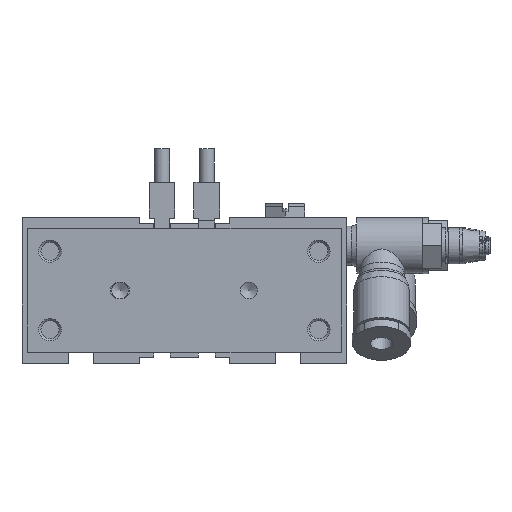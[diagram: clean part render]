
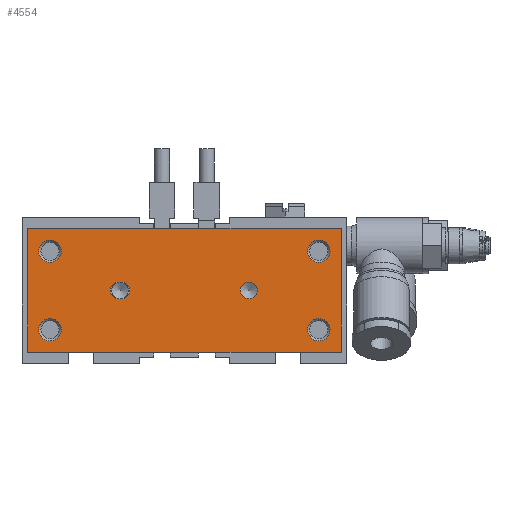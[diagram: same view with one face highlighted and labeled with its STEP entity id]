
A CAD part, left-side view. The second image highlights one B-rep face of the part: STEP entity #4554.
In plain terms, the highlighted face is planar.
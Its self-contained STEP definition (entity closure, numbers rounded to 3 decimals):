
#172=FACE_BOUND('',#886,.T.);
#173=FACE_BOUND('',#887,.T.);
#174=FACE_BOUND('',#888,.T.);
#175=FACE_BOUND('',#889,.T.);
#176=FACE_BOUND('',#890,.T.);
#177=FACE_BOUND('',#891,.T.);
#281=PLANE('',#5128);
#579=FACE_OUTER_BOUND('',#885,.T.);
#885=EDGE_LOOP('',(#3809,#3810,#3811,#3812));
#886=EDGE_LOOP('',(#3813));
#887=EDGE_LOOP('',(#3814));
#888=EDGE_LOOP('',(#3815));
#889=EDGE_LOOP('',(#3816));
#890=EDGE_LOOP('',(#3817));
#891=EDGE_LOOP('',(#3818,#3819,#3820,#3821));
#1134=CIRCLE('',#5071,2.);
#1138=CIRCLE('',#5078,2.);
#1142=CIRCLE('',#5085,2.);
#1146=CIRCLE('',#5092,2.);
#1148=CIRCLE('',#5096,1.5);
#1153=CIRCLE('',#5105,1.5);
#1154=CIRCLE('',#5107,1.5);
#1472=LINE('',#7435,#1861);
#1481=LINE('',#7463,#1870);
#1488=LINE('',#7496,#1877);
#1492=LINE('',#7504,#1881);
#1495=LINE('',#7510,#1884);
#1498=LINE('',#7515,#1887);
#1861=VECTOR('',#6081,10.);
#1870=VECTOR('',#6112,10.);
#1877=VECTOR('',#6151,10.);
#1881=VECTOR('',#6157,10.);
#1884=VECTOR('',#6162,10.);
#1887=VECTOR('',#6167,10.);
#2231=VERTEX_POINT('',#7378);
#2235=VERTEX_POINT('',#7392);
#2239=VERTEX_POINT('',#7406);
#2243=VERTEX_POINT('',#7420);
#2246=VERTEX_POINT('',#7429);
#2247=VERTEX_POINT('',#7433);
#2248=VERTEX_POINT('',#7434);
#2255=VERTEX_POINT('',#7455);
#2256=VERTEX_POINT('',#7459);
#2265=VERTEX_POINT('',#7494);
#2266=VERTEX_POINT('',#7495);
#2269=VERTEX_POINT('',#7503);
#2271=VERTEX_POINT('',#7509);
#2751=EDGE_CURVE('',#2231,#2231,#1134,.T.);
#2758=EDGE_CURVE('',#2235,#2235,#1138,.T.);
#2765=EDGE_CURVE('',#2239,#2239,#1142,.T.);
#2772=EDGE_CURVE('',#2243,#2243,#1146,.T.);
#2776=EDGE_CURVE('',#2246,#2246,#1148,.T.);
#2777=EDGE_CURVE('',#2247,#2248,#1472,.T.);
#2788=EDGE_CURVE('',#2248,#2255,#1153,.T.);
#2790=EDGE_CURVE('',#2256,#2247,#1154,.T.);
#2792=EDGE_CURVE('',#2255,#2256,#1481,.T.);
#2806=EDGE_CURVE('',#2265,#2266,#1488,.T.);
#2810=EDGE_CURVE('',#2266,#2269,#1492,.T.);
#2813=EDGE_CURVE('',#2269,#2271,#1495,.T.);
#2816=EDGE_CURVE('',#2271,#2265,#1498,.T.);
#3809=ORIENTED_EDGE('',*,*,#2816,.T.);
#3810=ORIENTED_EDGE('',*,*,#2806,.T.);
#3811=ORIENTED_EDGE('',*,*,#2810,.T.);
#3812=ORIENTED_EDGE('',*,*,#2813,.T.);
#3813=ORIENTED_EDGE('',*,*,#2751,.T.);
#3814=ORIENTED_EDGE('',*,*,#2758,.T.);
#3815=ORIENTED_EDGE('',*,*,#2765,.T.);
#3816=ORIENTED_EDGE('',*,*,#2772,.T.);
#3817=ORIENTED_EDGE('',*,*,#2776,.T.);
#3818=ORIENTED_EDGE('',*,*,#2792,.T.);
#3819=ORIENTED_EDGE('',*,*,#2790,.T.);
#3820=ORIENTED_EDGE('',*,*,#2777,.T.);
#3821=ORIENTED_EDGE('',*,*,#2788,.T.);
#4554=ADVANCED_FACE('',(#579,#172,#173,#174,#175,#176,#177),#281,.T.);
#5071=AXIS2_PLACEMENT_3D('',#7380,#6016,#6017);
#5078=AXIS2_PLACEMENT_3D('',#7394,#6033,#6034);
#5085=AXIS2_PLACEMENT_3D('',#7408,#6050,#6051);
#5092=AXIS2_PLACEMENT_3D('',#7422,#6067,#6068);
#5096=AXIS2_PLACEMENT_3D('',#7431,#6077,#6078);
#5105=AXIS2_PLACEMENT_3D('',#7456,#6102,#6103);
#5107=AXIS2_PLACEMENT_3D('',#7460,#6107,#6108);
#5128=AXIS2_PLACEMENT_3D('',#7517,#6169,#6170);
#6016=DIRECTION('center_axis',(0.,0.,-1.));
#6017=DIRECTION('ref_axis',(1.,0.,0.));
#6033=DIRECTION('center_axis',(0.,0.,-1.));
#6034=DIRECTION('ref_axis',(1.,0.,0.));
#6050=DIRECTION('center_axis',(0.,0.,-1.));
#6051=DIRECTION('ref_axis',(1.,0.,0.));
#6067=DIRECTION('center_axis',(0.,0.,-1.));
#6068=DIRECTION('ref_axis',(1.,0.,0.));
#6077=DIRECTION('center_axis',(0.,0.,-1.));
#6078=DIRECTION('ref_axis',(1.,0.,0.));
#6081=DIRECTION('',(0.,-1.,0.));
#6102=DIRECTION('center_axis',(0.,0.,-1.));
#6103=DIRECTION('ref_axis',(-1.,0.,0.));
#6107=DIRECTION('center_axis',(0.,0.,-1.));
#6108=DIRECTION('ref_axis',(1.,0.,0.));
#6112=DIRECTION('',(0.,1.,0.));
#6151=DIRECTION('',(0.,1.,0.));
#6157=DIRECTION('',(-1.,0.,0.));
#6162=DIRECTION('',(0.,-1.,0.));
#6167=DIRECTION('',(1.,0.,0.));
#6169=DIRECTION('center_axis',(0.,0.,1.));
#6170=DIRECTION('ref_axis',(1.,0.,0.));
#7378=CARTESIAN_POINT('',(-9.,24.,13.));
#7380=CARTESIAN_POINT('Origin',(-7.,24.,13.));
#7392=CARTESIAN_POINT('',(5.,24.,13.));
#7394=CARTESIAN_POINT('Origin',(7.,24.,13.));
#7406=CARTESIAN_POINT('',(-9.,-24.,13.));
#7408=CARTESIAN_POINT('Origin',(-7.,-24.,13.));
#7420=CARTESIAN_POINT('',(5.,-24.,13.));
#7422=CARTESIAN_POINT('Origin',(7.,-24.,13.));
#7429=CARTESIAN_POINT('',(-1.5,-11.5,13.));
#7431=CARTESIAN_POINT('Origin',(0.,-11.5,13.));
#7433=CARTESIAN_POINT('',(1.5,11.75,13.));
#7434=CARTESIAN_POINT('',(1.5,11.25,13.));
#7435=CARTESIAN_POINT('',(1.5,5.875,13.));
#7455=CARTESIAN_POINT('',(-1.5,11.25,13.));
#7456=CARTESIAN_POINT('Origin',(0.,11.25,13.));
#7459=CARTESIAN_POINT('',(-1.5,11.75,13.));
#7460=CARTESIAN_POINT('Origin',(0.,11.75,13.));
#7463=CARTESIAN_POINT('',(-1.5,5.625,13.));
#7494=CARTESIAN_POINT('',(11.,-28.,13.));
#7495=CARTESIAN_POINT('',(11.,28.,13.));
#7496=CARTESIAN_POINT('',(11.,-28.,13.));
#7503=CARTESIAN_POINT('',(-11.,28.,13.));
#7504=CARTESIAN_POINT('',(11.,28.,13.));
#7509=CARTESIAN_POINT('',(-11.,-28.,13.));
#7510=CARTESIAN_POINT('',(-11.,28.,13.));
#7515=CARTESIAN_POINT('',(-11.,-28.,13.));
#7517=CARTESIAN_POINT('Origin',(0.,0.,13.));
